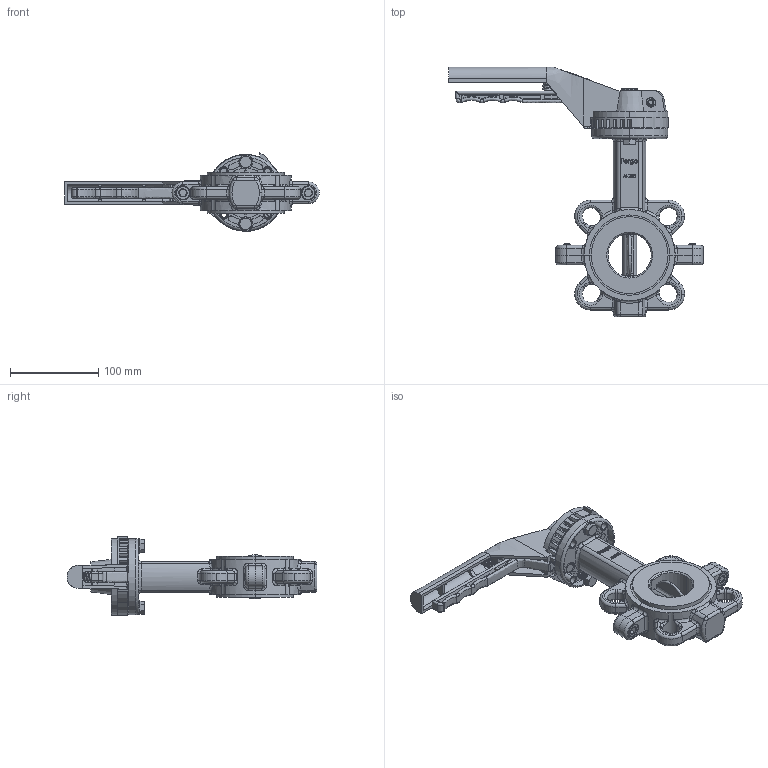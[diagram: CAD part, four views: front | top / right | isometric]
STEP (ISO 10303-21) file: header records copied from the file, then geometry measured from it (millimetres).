
FILE_DESCRIPTION (( 'STEP AP214' ), '1' );
FILE_NAME ('AK130-DN50-PN-10-16-Handhebel-Fergo.STEP', '2022-09-28T07:22:40', ( '' ), ( '' ), 'SwSTEP 2.0', 'SolidWorks 2022', '' );
FILE_SCHEMA (( 'AUTOMOTIVE_DESIGN' ));
Length unit declared in the file: millimetre
Products named in the file (1): AK130-DN50-PN-10-16-Handhebel-Fergo
Bounding box: 288.5 x 283 x 89.03 mm (x, y, z)
Volume: 818578.4 mm3; surface area: 217870 mm2
Topology: 19 solids, 19 shells, 2132 faces, 5577 edges, 3511 vertices
Faces by surface type: cylinder 814, plane 704, bspline 251, torus 198, cone 151, sphere 14
Entity records: 136230 total; most frequent: CARTESIAN_POINT 66026, ORIENTED_EDGE 11114, DIRECTION 9458, EDGE_CURVE 5557, AXIS2_PLACEMENT_3D 3569, VERTEX_POINT 3509, VECTOR 2320, LINE 2320
